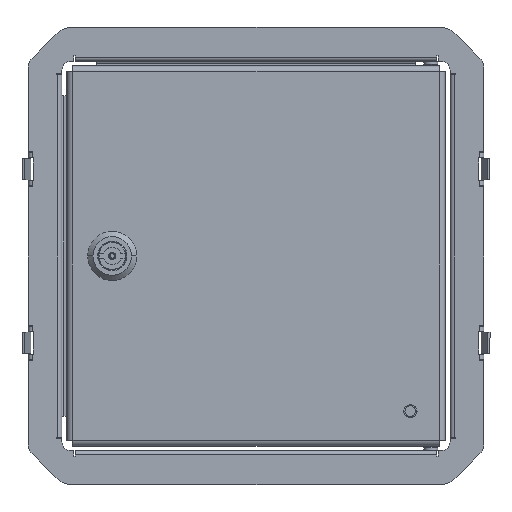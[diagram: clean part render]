
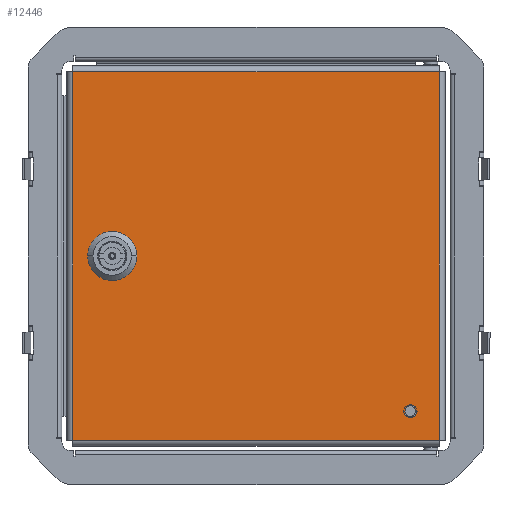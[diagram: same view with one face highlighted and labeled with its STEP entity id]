
A CAD part, top view. The second image highlights one B-rep face of the part: STEP entity #12446.
In plain terms, the highlighted planar face has unit normal (0, 0, 1).
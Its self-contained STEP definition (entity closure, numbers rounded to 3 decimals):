
#347 = ORIENTED_EDGE ( 'NONE', *, *, #3129, .T. ) ;
#357 = CIRCLE ( 'NONE', #3464, 11.25 ) ;
#606 = CARTESIAN_POINT ( 'NONE',  ( 91., -88.5, 0. ) ) ;
#752 = CARTESIAN_POINT ( 'NONE',  ( -104.5, -105., 0. ) ) ;
#814 = VERTEX_POINT ( 'NONE', #18390 ) ;
#829 = VECTOR ( 'NONE', #12893, 1000. ) ;
#1336 = VERTEX_POINT ( 'NONE', #16950 ) ;
#1945 = DIRECTION ( 'NONE',  ( 0., 0., -1. ) ) ;
#2095 = EDGE_CURVE ( 'NONE', #1336, #26153, #10387, .T. ) ;
#2107 = LINE ( 'NONE', #19005, #18481 ) ;
#2381 = LINE ( 'NONE', #14841, #829 ) ;
#3008 = EDGE_CURVE ( 'NONE', #8007, #7904, #357, .T. ) ;
#3129 = EDGE_CURVE ( 'NONE', #26153, #24691, #27357, .T. ) ;
#3309 = ORIENTED_EDGE ( 'NONE', *, *, #19527, .T. ) ;
#3350 = EDGE_CURVE ( 'NONE', #814, #23595, #23893, .T. ) ;
#3464 = AXIS2_PLACEMENT_3D ( 'NONE', #10323, #14201, #14613 ) ;
#3488 = CIRCLE ( 'NONE', #17643, 3. ) ;
#3610 = CARTESIAN_POINT ( 'NONE',  ( -71.95, 0., 0. ) ) ;
#3927 = DIRECTION ( 'NONE',  ( 1., 0., 0. ) ) ;
#4031 = CARTESIAN_POINT ( 'NONE',  ( -82., 0., 0. ) ) ;
#4071 = CIRCLE ( 'NONE', #8052, 11.25 ) ;
#4196 = DIRECTION ( 'NONE',  ( 0., 1., 0. ) ) ;
#4726 = PLANE ( 'NONE',  #9622 ) ;
#4861 = DIRECTION ( 'NONE',  ( 0., 0., 1. ) ) ;
#4866 = EDGE_CURVE ( 'NONE', #14081, #10169, #4071, .T. ) ;
#4967 = CIRCLE ( 'NONE', #27087, 11.25 ) ;
#4990 = FACE_BOUND ( 'NONE', #20520, .T. ) ;
#5126 = DIRECTION ( 'NONE',  ( 1., 0., 0. ) ) ;
#5238 = EDGE_CURVE ( 'NONE', #23595, #24927, #2107, .T. ) ;
#5412 = CARTESIAN_POINT ( 'NONE',  ( -76.944, 10.05, 0. ) ) ;
#5870 = DIRECTION ( 'NONE',  ( 0., 0., -1. ) ) ;
#6408 = CARTESIAN_POINT ( 'NONE',  ( 104.5, 105., 0. ) ) ;
#6806 = CARTESIAN_POINT ( 'NONE',  ( 0., 0., 0. ) ) ;
#6879 = VERTEX_POINT ( 'NONE', #606 ) ;
#7347 = CARTESIAN_POINT ( 'NONE',  ( -92.05, -5.056, 0. ) ) ;
#7445 = AXIS2_PLACEMENT_3D ( 'NONE', #8265, #7995, #9776 ) ;
#7577 = CARTESIAN_POINT ( 'NONE',  ( -104.5, 0., 0. ) ) ;
#7735 = ORIENTED_EDGE ( 'NONE', *, *, #10631, .T. ) ;
#7904 = VERTEX_POINT ( 'NONE', #11006 ) ;
#7995 = DIRECTION ( 'NONE',  ( 0., 0., -1. ) ) ;
#8007 = VERTEX_POINT ( 'NONE', #24288 ) ;
#8020 = DIRECTION ( 'NONE',  ( 0., 0., -1. ) ) ;
#8052 = AXIS2_PLACEMENT_3D ( 'NONE', #24486, #8020, #8154 ) ;
#8143 = VECTOR ( 'NONE', #26549, 1000. ) ;
#8154 = DIRECTION ( 'NONE',  ( 1., 0., 0. ) ) ;
#8155 = EDGE_CURVE ( 'NONE', #6879, #26025, #3488, .T. ) ;
#8265 = CARTESIAN_POINT ( 'NONE',  ( -82., 0., 0. ) ) ;
#8323 = CARTESIAN_POINT ( 'NONE',  ( 0., -10.05, 0. ) ) ;
#9395 = VERTEX_POINT ( 'NONE', #752 ) ;
#9622 = AXIS2_PLACEMENT_3D ( 'NONE', #6806, #4861, #5126 ) ;
#9776 = DIRECTION ( 'NONE',  ( 1., 0., 0. ) ) ;
#10009 = CARTESIAN_POINT ( 'NONE',  ( 88., -88.5, 0. ) ) ;
#10169 = VERTEX_POINT ( 'NONE', #13296 ) ;
#10210 = VECTOR ( 'NONE', #23133, 1000. ) ;
#10258 = VECTOR ( 'NONE', #18351, 1000. ) ;
#10323 = CARTESIAN_POINT ( 'NONE',  ( -82., 0., 0. ) ) ;
#10387 = LINE ( 'NONE', #8323, #10210 ) ;
#10631 = EDGE_CURVE ( 'NONE', #7904, #14081, #2381, .T. ) ;
#11006 = CARTESIAN_POINT ( 'NONE',  ( -87.056, 10.05, 0. ) ) ;
#11625 = VECTOR ( 'NONE', #20506, 1000. ) ;
#11960 = VERTEX_POINT ( 'NONE', #12268 ) ;
#12268 = CARTESIAN_POINT ( 'NONE',  ( -71.95, -5.056, 0. ) ) ;
#12351 = ORIENTED_EDGE ( 'NONE', *, *, #4866, .T. ) ;
#12446 = ADVANCED_FACE ( 'NONE', ( #24096, #19939, #4990 ), #4726, .T. ) ;
#12461 = DIRECTION ( 'NONE',  ( 1., 0., 0. ) ) ;
#12494 = CARTESIAN_POINT ( 'NONE',  ( -92.05, 0., 0. ) ) ;
#12893 = DIRECTION ( 'NONE',  ( 1., 0., 0. ) ) ;
#13040 = EDGE_LOOP ( 'NONE', ( #19196, #26700, #17387, #3309 ) ) ;
#13296 = CARTESIAN_POINT ( 'NONE',  ( -71.95, 5.056, 0. ) ) ;
#13424 = EDGE_LOOP ( 'NONE', ( #16343, #26568, #347, #20252, #15567, #7735, #12351, #19115 ) ) ;
#14081 = VERTEX_POINT ( 'NONE', #5412 ) ;
#14190 = LINE ( 'NONE', #20306, #10258 ) ;
#14201 = DIRECTION ( 'NONE',  ( 0., 0., -1. ) ) ;
#14613 = DIRECTION ( 'NONE',  ( 1., 0., 0. ) ) ;
#14697 = DIRECTION ( 'NONE',  ( -1., 0., 0. ) ) ;
#14841 = CARTESIAN_POINT ( 'NONE',  ( 0., 10.05, 0. ) ) ;
#14956 = VECTOR ( 'NONE', #19601, 1000. ) ;
#15567 = ORIENTED_EDGE ( 'NONE', *, *, #3008, .T. ) ;
#15827 = CARTESIAN_POINT ( 'NONE',  ( 104.5, 0., 0. ) ) ;
#16158 = AXIS2_PLACEMENT_3D ( 'NONE', #25180, #17115, #21418 ) ;
#16343 = ORIENTED_EDGE ( 'NONE', *, *, #22590, .T. ) ;
#16771 = ORIENTED_EDGE ( 'NONE', *, *, #8155, .T. ) ;
#16950 = CARTESIAN_POINT ( 'NONE',  ( -76.944, -10.05, 0. ) ) ;
#17039 = CIRCLE ( 'NONE', #16158, 3. ) ;
#17115 = DIRECTION ( 'NONE',  ( 0., 0., -1. ) ) ;
#17387 = ORIENTED_EDGE ( 'NONE', *, *, #26098, .T. ) ;
#17643 = AXIS2_PLACEMENT_3D ( 'NONE', #10009, #5870, #3927 ) ;
#17878 = EDGE_CURVE ( 'NONE', #26025, #6879, #17039, .T. ) ;
#18093 = LINE ( 'NONE', #7577, #8143 ) ;
#18351 = DIRECTION ( 'NONE',  ( 1., 0., 0. ) ) ;
#18390 = CARTESIAN_POINT ( 'NONE',  ( 104.5, -105., 0. ) ) ;
#18481 = VECTOR ( 'NONE', #14697, 1000. ) ;
#19005 = CARTESIAN_POINT ( 'NONE',  ( 0., 105., 0. ) ) ;
#19115 = ORIENTED_EDGE ( 'NONE', *, *, #21180, .T. ) ;
#19196 = ORIENTED_EDGE ( 'NONE', *, *, #3350, .T. ) ;
#19527 = EDGE_CURVE ( 'NONE', #9395, #814, #14190, .T. ) ;
#19601 = DIRECTION ( 'NONE',  ( 0., 1., 0. ) ) ;
#19939 = FACE_BOUND ( 'NONE', #13424, .T. ) ;
#20252 = ORIENTED_EDGE ( 'NONE', *, *, #22042, .T. ) ;
#20306 = CARTESIAN_POINT ( 'NONE',  ( 0., -105., 0. ) ) ;
#20506 = DIRECTION ( 'NONE',  ( 0., -1., 0. ) ) ;
#20520 = EDGE_LOOP ( 'NONE', ( #16771, #22207 ) ) ;
#21180 = EDGE_CURVE ( 'NONE', #10169, #11960, #22592, .T. ) ;
#21418 = DIRECTION ( 'NONE',  ( 1., 0., 0. ) ) ;
#22042 = EDGE_CURVE ( 'NONE', #24691, #8007, #23310, .T. ) ;
#22207 = ORIENTED_EDGE ( 'NONE', *, *, #17878, .T. ) ;
#22314 = VECTOR ( 'NONE', #4196, 1000. ) ;
#22590 = EDGE_CURVE ( 'NONE', #11960, #1336, #4967, .T. ) ;
#22592 = LINE ( 'NONE', #3610, #11625 ) ;
#23133 = DIRECTION ( 'NONE',  ( -1., 0., 0. ) ) ;
#23310 = LINE ( 'NONE', #12494, #22314 ) ;
#23595 = VERTEX_POINT ( 'NONE', #6408 ) ;
#23795 = CARTESIAN_POINT ( 'NONE',  ( 85., -88.5, 0. ) ) ;
#23893 = LINE ( 'NONE', #15827, #14956 ) ;
#24096 = FACE_OUTER_BOUND ( 'NONE', #13040, .T. ) ;
#24288 = CARTESIAN_POINT ( 'NONE',  ( -92.05, 5.056, 0. ) ) ;
#24486 = CARTESIAN_POINT ( 'NONE',  ( -82., 0., 0. ) ) ;
#24691 = VERTEX_POINT ( 'NONE', #7347 ) ;
#24752 = CARTESIAN_POINT ( 'NONE',  ( -87.056, -10.05, 0. ) ) ;
#24927 = VERTEX_POINT ( 'NONE', #26859 ) ;
#25180 = CARTESIAN_POINT ( 'NONE',  ( 88., -88.5, 0. ) ) ;
#26025 = VERTEX_POINT ( 'NONE', #23795 ) ;
#26098 = EDGE_CURVE ( 'NONE', #24927, #9395, #18093, .T. ) ;
#26153 = VERTEX_POINT ( 'NONE', #24752 ) ;
#26549 = DIRECTION ( 'NONE',  ( 0., -1., 0. ) ) ;
#26568 = ORIENTED_EDGE ( 'NONE', *, *, #2095, .T. ) ;
#26700 = ORIENTED_EDGE ( 'NONE', *, *, #5238, .T. ) ;
#26859 = CARTESIAN_POINT ( 'NONE',  ( -104.5, 105., 0. ) ) ;
#27087 = AXIS2_PLACEMENT_3D ( 'NONE', #4031, #1945, #12461 ) ;
#27357 = CIRCLE ( 'NONE', #7445, 11.25 ) ;
